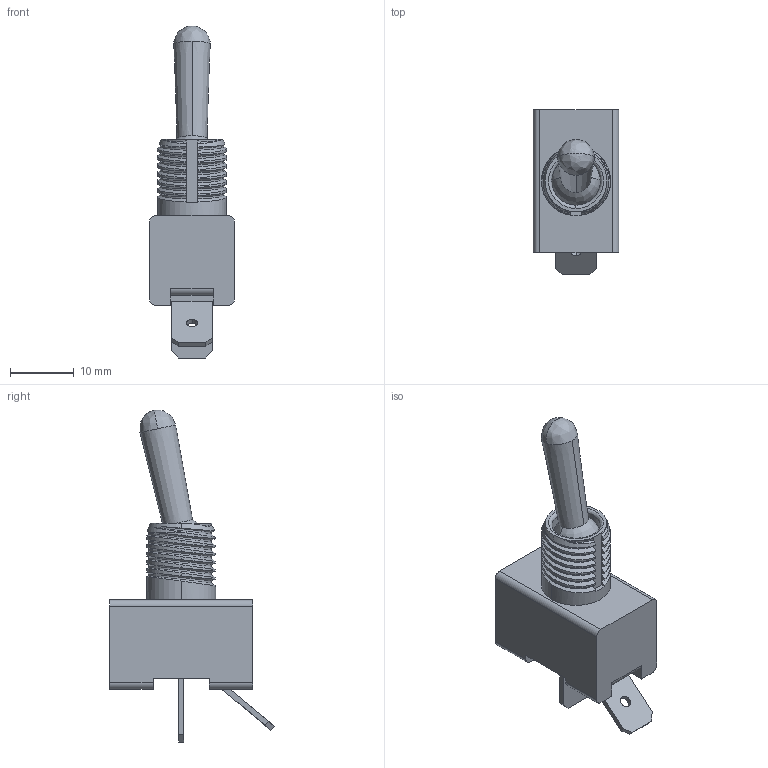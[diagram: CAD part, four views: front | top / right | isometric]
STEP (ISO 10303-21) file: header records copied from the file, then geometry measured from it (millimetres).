
FILE_DESCRIPTION (( 'STEP AP214' ), '1' );
FILE_NAME ('402E2A0C-0E7A-4CF6-82FB-031C804275AE.STEP', '2008-02-13T11:36:18', ( 'SysAdmin' ), ( 'SolidWorks' ), 'SwSTEP 2.0', 'SolidWorks 2008', '' );
FILE_SCHEMA (( 'AUTOMOTIVE_DESIGN' ));
Length unit declared in the file: millimetre
Products named in the file (1): 402E2A0C-0E7A-4CF6-82FB-031C804275AE
Bounding box: 13.37 x 25.76 x 51.94 mm (x, y, z)
Volume: 5331.2 mm3; surface area: 2792.8 mm2
Topology: 2 solids, 2 shells, 146 faces, 413 edges, 272 vertices
Faces by surface type: plane 57, cylinder 50, cone 33, bspline 6
Entity records: 6376 total; most frequent: CARTESIAN_POINT 2350, ORIENTED_EDGE 822, DIRECTION 634, EDGE_CURVE 411, VERTEX_POINT 272, AXIS2_PLACEMENT_3D 225, VECTOR 184, LINE 184
